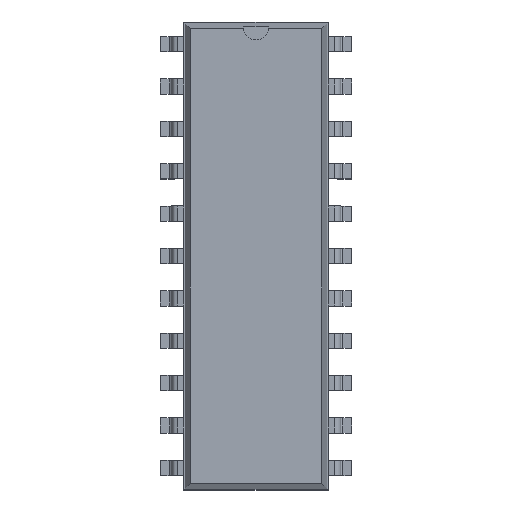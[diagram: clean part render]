
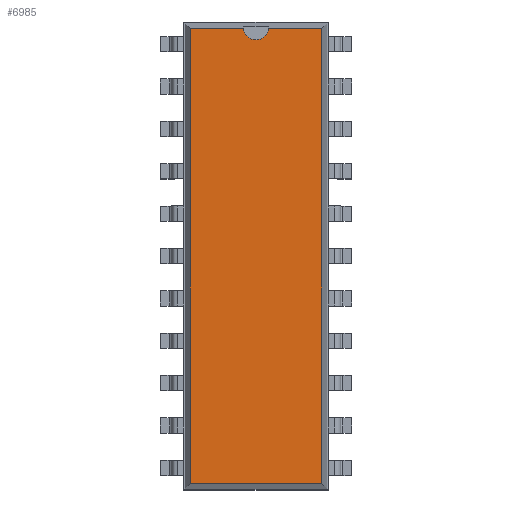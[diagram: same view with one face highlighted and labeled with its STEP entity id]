
A CAD part, top view. The second image highlights one B-rep face of the part: STEP entity #6985.
In plain terms, the highlighted planar face has unit normal (0, 0, 1).
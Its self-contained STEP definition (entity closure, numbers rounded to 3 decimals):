
#27=VECTOR('',#28,1.);
#28=DIRECTION('',(0.,1.,0.));
#34=VECTOR('',#35,1.);
#35=DIRECTION('',(-1.,0.,0.));
#41=VECTOR('',#42,1.);
#42=DIRECTION('',(0.,-1.,0.));
#46=VECTOR('',#47,1.);
#47=DIRECTION('',(1.,0.,0.));
#50=DIRECTION('',(0.,0.,-1.));
#1328=DIRECTION('',(0.,0.,-1.));
#4698=VERTEX_POINT('',#4699);
#4699=CARTESIAN_POINT('',(3.931,13.631,3.68));
#4701=ORIENTED_EDGE('',*,*,#4702,.F.);
#4702=EDGE_CURVE('',#4703,#4698,#4705,.T.);
#4703=VERTEX_POINT('',#4704);
#4704=CARTESIAN_POINT('',(3.931,-13.631,3.68));
#4705=LINE('',#4704,#27);
#5805=VERTEX_POINT('',#5806);
#5806=CARTESIAN_POINT('',(-3.931,13.631,3.68));
#5808=ORIENTED_EDGE('',*,*,#5809,.F.);
#5809=EDGE_CURVE('',#5810,#5805,#5812,.T.);
#5810=VERTEX_POINT('',#5811);
#5811=CARTESIAN_POINT('',(-0.746,13.631,3.68));
#5812=LINE('',#4699,#34);
#5831=VERTEX_POINT('',#5832);
#5832=CARTESIAN_POINT('',(0.746,13.631,3.68));
#5838=ORIENTED_EDGE('',*,*,#5839,.F.);
#5839=EDGE_CURVE('',#4698,#5831,#5812,.T.);
#5880=VERTEX_POINT('',#5881);
#5881=CARTESIAN_POINT('',(-3.931,-13.631,3.68));
#5883=ORIENTED_EDGE('',*,*,#5884,.F.);
#5884=EDGE_CURVE('',#5805,#5880,#5885,.T.);
#5885=LINE('',#5806,#41);
#6980=ORIENTED_EDGE('',*,*,#6981,.F.);
#6981=EDGE_CURVE('',#5880,#4703,#6982,.T.);
#6982=LINE('',#5881,#46);
#6985=ADVANCED_FACE('',(#6986),#6997,.F.);
#6986=FACE_BOUND('',#6987,.F.);
#6987=EDGE_LOOP('',(#4701,#6980,#5883,#5808,#6988,#6995,#5838));
#6988=ORIENTED_EDGE('',*,*,#6989,.F.);
#6989=EDGE_CURVE('',#6990,#5810,#6992,.T.);
#6990=VERTEX_POINT('',#6991);
#6991=CARTESIAN_POINT('',(0.,12.956,3.68));
#6992=CIRCLE('',#6993,0.75);
#6993=AXIS2_PLACEMENT_3D('',#6994,#1328,#42);
#6994=CARTESIAN_POINT('',(0.,13.706,3.68));
#6995=ORIENTED_EDGE('',*,*,#6996,.F.);
#6996=EDGE_CURVE('',#5831,#6990,#6992,.T.);
#6997=PLANE('',#6998);
#6998=AXIS2_PLACEMENT_3D('',#4704,#50,#6999);
#6999=DIRECTION('',(-0.277,0.961,0.));
